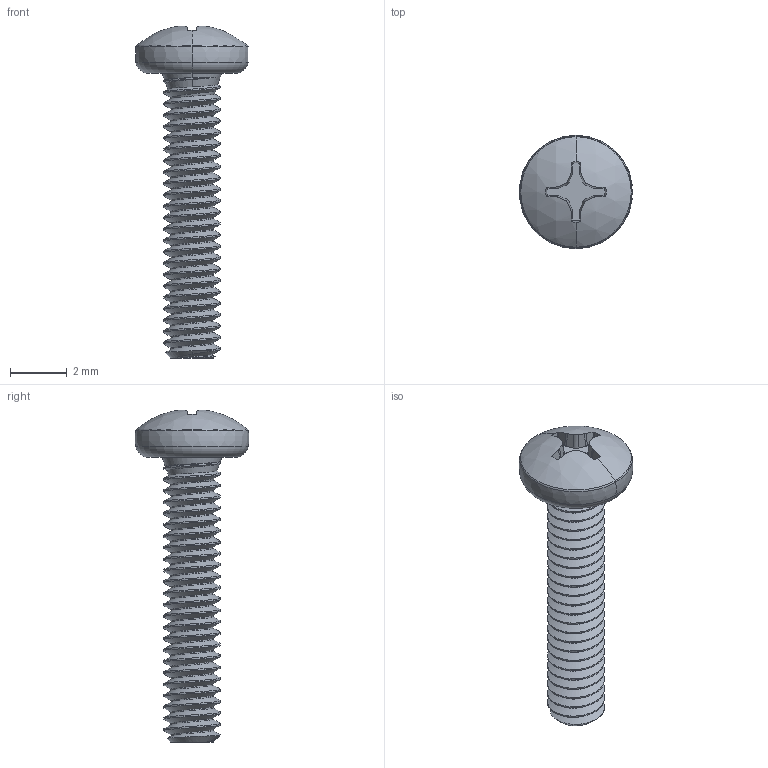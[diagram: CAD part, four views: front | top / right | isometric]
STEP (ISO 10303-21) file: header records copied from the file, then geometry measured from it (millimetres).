
FILE_DESCRIPTION (( 'STEP AP203' ), '1' );
FILE_NAME ('92000A017_Passivated 18-8 Stainless Steel Pan Head Phillips Screws.STEP', '2026-01-08T09:05:42', ( 'McMaster Carr Supply' ), ( 'McMaster Carr Supply' ), 'SwSTEP 2.0', 'SolidWorks 2024', '' );
FILE_SCHEMA (( 'CONFIG_CONTROL_DESIGN' ));
Length unit declared in the file: millimetre
Products named in the file (1): 92000A017_Passivated 18-8 Stainless Steel Pan Head Phillips Screws
Bounding box: 3.97 x 3.99 x 11.66 mm (x, y, z)
Volume: 39.7 mm3; surface area: 131.1 mm2
Topology: 1 solids, 1 shells, 119 faces, 332 edges, 216 vertices
Faces by surface type: cylinder 61, plane 19, bspline 17, cone 14, torus 6, sphere 2
Entity records: 7259 total; most frequent: CARTESIAN_POINT 4621, ORIENTED_EDGE 664, DIRECTION 411, EDGE_CURVE 332, VERTEX_POINT 216, AXIS2_PLACEMENT_3D 154, EDGE_LOOP 120, ADVANCED_FACE 119
